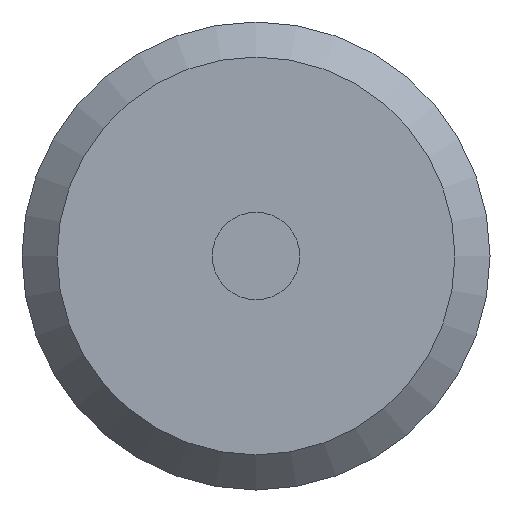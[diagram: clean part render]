
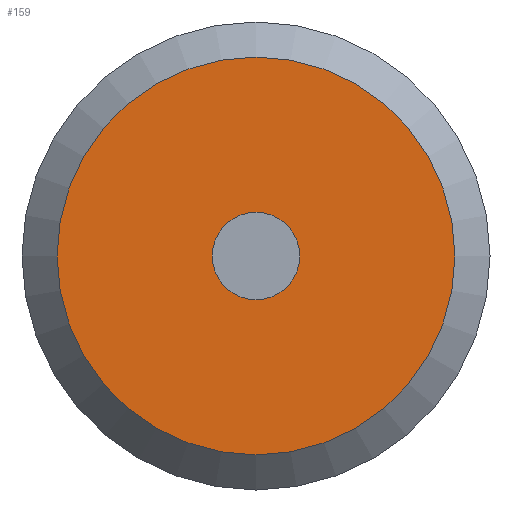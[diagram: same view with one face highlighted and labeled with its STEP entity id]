
A CAD part, front view. The second image highlights one B-rep face of the part: STEP entity #159.
In plain terms, the highlighted planar face has unit normal (0, -1, 0).
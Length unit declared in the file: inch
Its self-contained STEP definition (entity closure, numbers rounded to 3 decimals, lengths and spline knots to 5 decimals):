
#15=FACE_BOUND('',#43,.T.);
#19=PLANE('',#190);
#29=FACE_OUTER_BOUND('',#42,.T.);
#42=EDGE_LOOP('',(#122));
#43=EDGE_LOOP('',(#123));
#73=CIRCLE('',#188,0.425);
#75=CIRCLE('',#191,0.0935);
#85=VERTEX_POINT('',#276);
#87=VERTEX_POINT('',#282);
#98=EDGE_CURVE('',#85,#85,#73,.T.);
#101=EDGE_CURVE('',#87,#87,#75,.T.);
#122=ORIENTED_EDGE('',*,*,#98,.F.);
#123=ORIENTED_EDGE('',*,*,#101,.F.);
#159=ADVANCED_FACE('',(#29,#15),#19,.F.);
#188=AXIS2_PLACEMENT_3D('',#277,#220,#221);
#190=AXIS2_PLACEMENT_3D('',#281,#225,#226);
#191=AXIS2_PLACEMENT_3D('',#283,#227,#228);
#220=DIRECTION('center_axis',(0.,1.,0.));
#221=DIRECTION('ref_axis',(1.,0.,0.));
#225=DIRECTION('center_axis',(0.,1.,0.));
#226=DIRECTION('ref_axis',(-1.,0.,0.));
#227=DIRECTION('center_axis',(0.,-1.,0.));
#228=DIRECTION('ref_axis',(1.,0.,0.));
#276=CARTESIAN_POINT('',(-0.425,0.475,0.));
#277=CARTESIAN_POINT('Origin',(0.,0.475,0.));
#281=CARTESIAN_POINT('Origin',(0.,0.475,0.));
#282=CARTESIAN_POINT('',(-0.0935,0.475,0.));
#283=CARTESIAN_POINT('Origin',(0.,0.475,0.));
